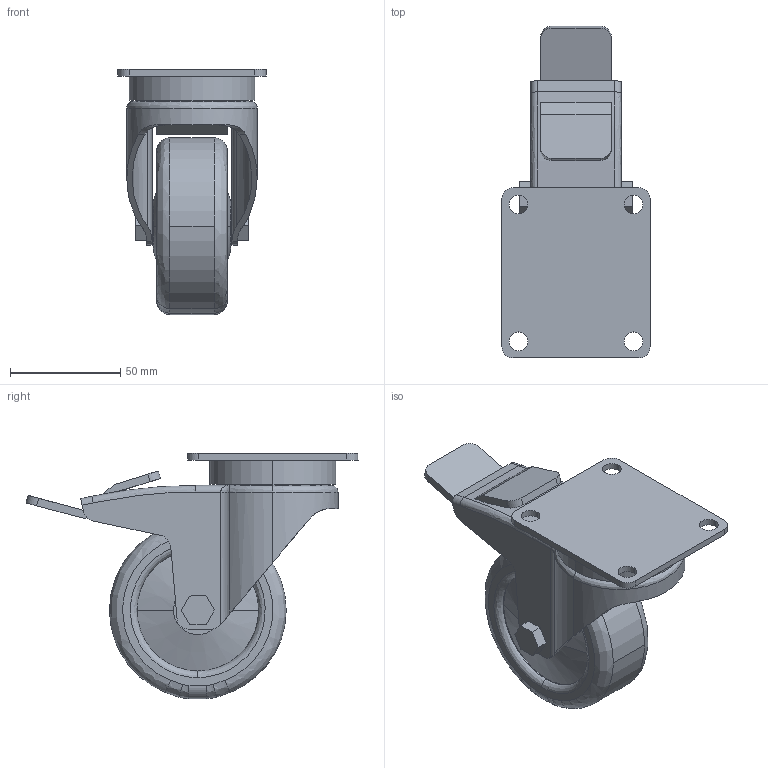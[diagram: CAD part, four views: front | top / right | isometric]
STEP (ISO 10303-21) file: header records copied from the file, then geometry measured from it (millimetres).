
FILE_DESCRIPTION (( 'STEP AP214' ), '1' );
FILE_NAME ('7420164', '2019-02-04T12:25:47', ( '' ), ('JUGARD+KÜNSTNER GmbH'), 'SwSTEP 2.0', 'SolidWorks 2017', '' );
FILE_SCHEMA (( 'AUTOMOTIVE_DESIGN' ));
Length unit declared in the file: millimetre
Products named in the file (1): 7420164_CNAJF00
Bounding box: 67 x 150.26 x 111 mm (x, y, z)
Volume: 205432 mm3; surface area: 61983.2 mm2
Topology: 1 solids, 1 shells, 166 faces, 423 edges, 268 vertices
Faces by surface type: cylinder 71, plane 59, bspline 32, cone 4
Entity records: 8248 total; most frequent: CARTESIAN_POINT 2500, ORIENTED_EDGE 838, DIRECTION 785, EDGE_CURVE 419, AXIS2_PLACEMENT_3D 293, VERTEX_POINT 268, VECTOR 199, LINE 199
